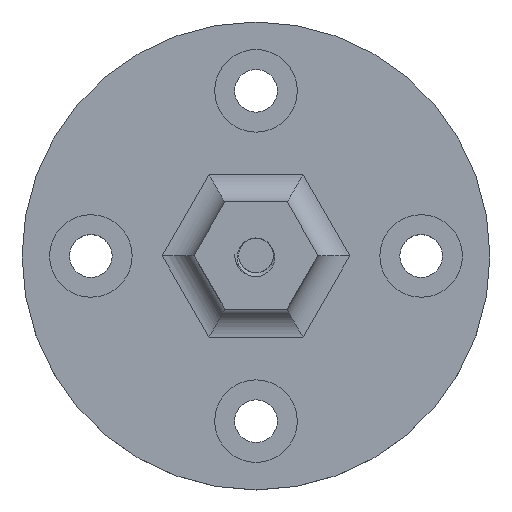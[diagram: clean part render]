
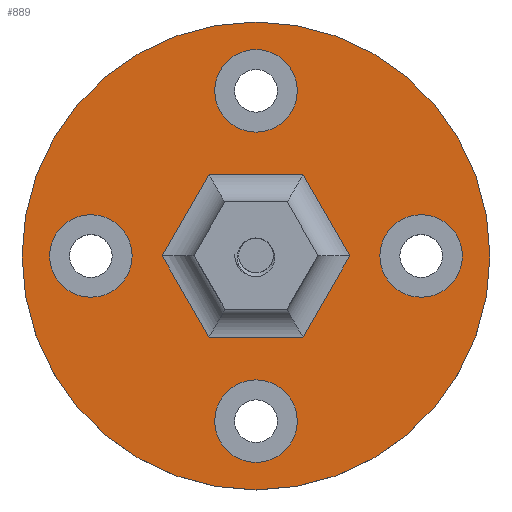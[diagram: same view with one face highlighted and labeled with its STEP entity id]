
A CAD part, top view. The second image highlights one B-rep face of the part: STEP entity #889.
In plain terms, the highlighted planar face has unit normal (0, 0, 1).
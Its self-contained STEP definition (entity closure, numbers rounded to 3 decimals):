
#15=FACE_BOUND('',#139,.T.);
#16=FACE_BOUND('',#140,.T.);
#17=FACE_BOUND('',#141,.T.);
#18=FACE_BOUND('',#142,.T.);
#19=FACE_BOUND('',#143,.T.);
#39=PLANE('',#964);
#85=FACE_OUTER_BOUND('',#138,.T.);
#138=EDGE_LOOP('',(#736));
#139=EDGE_LOOP('',(#737));
#140=EDGE_LOOP('',(#738));
#141=EDGE_LOOP('',(#739));
#142=EDGE_LOOP('',(#740));
#143=EDGE_LOOP('',(#741,#742,#743,#744,#745,#746));
#175=CIRCLE('',#965,17.);
#176=CIRCLE('',#966,3.);
#177=CIRCLE('',#967,3.);
#178=CIRCLE('',#968,3.);
#179=CIRCLE('',#969,3.);
#261=LINE('',#2842,#314);
#264=LINE('',#2853,#317);
#266=LINE('',#2859,#319);
#267=LINE('',#2862,#320);
#269=LINE('',#2868,#322);
#271=LINE('',#2873,#324);
#314=VECTOR('',#1079,10.);
#317=VECTOR('',#1090,10.);
#319=VECTOR('',#1096,10.);
#320=VECTOR('',#1099,10.);
#322=VECTOR('',#1105,10.);
#324=VECTOR('',#1111,10.);
#395=VERTEX_POINT('',#2840);
#396=VERTEX_POINT('',#2841);
#400=VERTEX_POINT('',#2851);
#402=VERTEX_POINT('',#2857);
#403=VERTEX_POINT('',#2861);
#405=VERTEX_POINT('',#2867);
#411=VERTEX_POINT('',#2890);
#412=VERTEX_POINT('',#2892);
#413=VERTEX_POINT('',#2894);
#414=VERTEX_POINT('',#2896);
#415=VERTEX_POINT('',#2898);
#503=EDGE_CURVE('',#395,#396,#261,.T.);
#509=EDGE_CURVE('',#400,#395,#264,.T.);
#512=EDGE_CURVE('',#402,#400,#266,.T.);
#513=EDGE_CURVE('',#403,#402,#267,.T.);
#516=EDGE_CURVE('',#405,#403,#269,.T.);
#519=EDGE_CURVE('',#396,#405,#271,.T.);
#528=EDGE_CURVE('',#411,#411,#175,.T.);
#529=EDGE_CURVE('',#412,#412,#176,.T.);
#530=EDGE_CURVE('',#413,#413,#177,.T.);
#531=EDGE_CURVE('',#414,#414,#178,.T.);
#532=EDGE_CURVE('',#415,#415,#179,.T.);
#736=ORIENTED_EDGE('',*,*,#528,.T.);
#737=ORIENTED_EDGE('',*,*,#529,.T.);
#738=ORIENTED_EDGE('',*,*,#530,.T.);
#739=ORIENTED_EDGE('',*,*,#531,.T.);
#740=ORIENTED_EDGE('',*,*,#532,.T.);
#741=ORIENTED_EDGE('',*,*,#503,.F.);
#742=ORIENTED_EDGE('',*,*,#509,.F.);
#743=ORIENTED_EDGE('',*,*,#512,.F.);
#744=ORIENTED_EDGE('',*,*,#513,.F.);
#745=ORIENTED_EDGE('',*,*,#516,.F.);
#746=ORIENTED_EDGE('',*,*,#519,.F.);
#889=ADVANCED_FACE('',(#85,#15,#16,#17,#18,#19),#39,.T.);
#964=AXIS2_PLACEMENT_3D('',#2889,#1126,#1127);
#965=AXIS2_PLACEMENT_3D('',#2891,#1128,#1129);
#966=AXIS2_PLACEMENT_3D('',#2893,#1130,#1131);
#967=AXIS2_PLACEMENT_3D('',#2895,#1132,#1133);
#968=AXIS2_PLACEMENT_3D('',#2897,#1134,#1135);
#969=AXIS2_PLACEMENT_3D('',#2899,#1136,#1137);
#1079=DIRECTION('',(-0.5,-0.866,0.));
#1090=DIRECTION('',(-1.,0.,0.));
#1096=DIRECTION('',(-0.5,0.866,0.));
#1099=DIRECTION('',(0.5,0.866,0.));
#1105=DIRECTION('',(1.,0.,0.));
#1111=DIRECTION('',(0.5,-0.866,0.));
#1126=DIRECTION('center_axis',(0.,0.,
1.));
#1127=DIRECTION('ref_axis',(-1.,0.,0.));
#1128=DIRECTION('center_axis',(0.,0.,
1.));
#1129=DIRECTION('ref_axis',(-1.,0.,0.));
#1130=DIRECTION('center_axis',(0.,0.,
-1.));
#1131=DIRECTION('ref_axis',(-1.,0.,0.));
#1132=DIRECTION('center_axis',(0.,0.,
-1.));
#1133=DIRECTION('ref_axis',(-1.,0.,0.));
#1134=DIRECTION('center_axis',(0.,0.,
-1.));
#1135=DIRECTION('ref_axis',(-1.,0.,0.));
#1136=DIRECTION('center_axis',(0.,0.,
-1.));
#1137=DIRECTION('ref_axis',(-1.,0.,0.));
#2840=CARTESIAN_POINT('',(111.594,5.9,2.5));
#2841=CARTESIAN_POINT('',(108.187,0.,2.5));
#2842=CARTESIAN_POINT('',(110.453,3.925,2.5));
#2851=CARTESIAN_POINT('',(118.406,5.9,2.5));
#2853=CARTESIAN_POINT('',(116.126,5.9,2.5));
#2857=CARTESIAN_POINT('',(121.813,0.,2.5));
#2859=CARTESIAN_POINT('',(120.672,1.975,2.5));
#2861=CARTESIAN_POINT('',(118.406,-5.9,2.5));
#2862=CARTESIAN_POINT('',(119.547,-3.925,2.5));
#2867=CARTESIAN_POINT('',(111.594,-5.9,2.5));
#2868=CARTESIAN_POINT('',(113.874,-5.9,2.5));
#2873=CARTESIAN_POINT('',(109.328,-1.975,2.5));
#2889=CARTESIAN_POINT('Origin',(115.,0.,2.5));
#2890=CARTESIAN_POINT('',(98.,0.,2.5));
#2891=CARTESIAN_POINT('Origin',(115.,0.,2.5));
#2892=CARTESIAN_POINT('',(106.,0.,2.5));
#2893=CARTESIAN_POINT('Origin',(103.,0.,2.5));
#2894=CARTESIAN_POINT('',(118.,12.,2.5));
#2895=CARTESIAN_POINT('Origin',(115.,12.,2.5));
#2896=CARTESIAN_POINT('',(130.,0.,2.5));
#2897=CARTESIAN_POINT('Origin',(127.,0.,2.5));
#2898=CARTESIAN_POINT('',(118.,-12.,2.5));
#2899=CARTESIAN_POINT('Origin',(115.,-12.,2.5));
